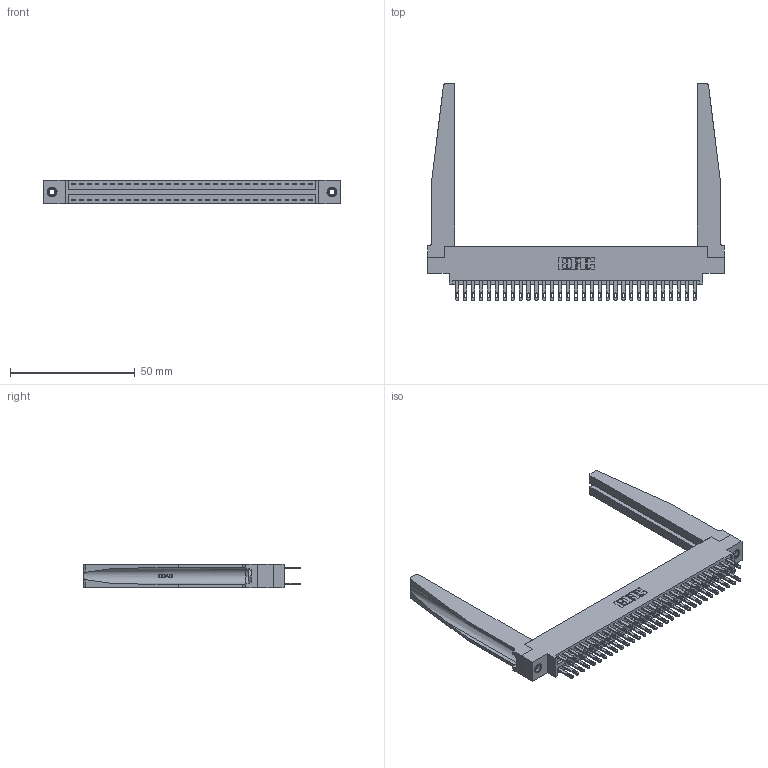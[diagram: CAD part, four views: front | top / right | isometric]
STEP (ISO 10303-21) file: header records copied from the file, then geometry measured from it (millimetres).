
FILE_DESCRIPTION (( 'STEP AP203' ), '1' );
FILE_NAME ('346-062-500-878.STEP', '2022-05-24T13:13:00', ( '' ), ( '' ), 'SwSTEP 2.0', 'SolidWorks 2020', '' );
FILE_SCHEMA (( 'CONFIG_CONTROL_DESIGN' ));
Length unit declared in the file: inch
Products named in the file (5): 346-220-078_345-220-078; 345-292-001_345-293-100; 346-062-500-878; 345-250-001_345-250-001-102; 346 Part_0.170 Offset - 0.156 Dia-TH
Assembly tree (67 placements, depth 2):
  346-062-500-878
    346 Part_0.170 Offset - 0.156 Dia-TH
    345-292-001_345-293-100  x62
    346-220-078_345-220-078  x2
    345-250-001_345-250-001-102  x2
Bounding box: 119 x 87.12 x 9.4 mm (x, y, z)
Volume: 18444.1 mm3; surface area: 23083.6 mm2
Topology: 67 solids, 67 shells, 3350 faces, 10099 edges, 6722 vertices
Faces by surface type: plane 2034, cylinder 1264, bspline 36, cone 12, torus 4
Entity records: 26938 total; most frequent: CARTESIAN_POINT 5397, ORIENTED_EDGE 4218, DIRECTION 3795, EDGE_CURVE 2109, VECTOR 1755, LINE 1755, VERTEX_POINT 1400, AXIS2_PLACEMENT_3D 1020
